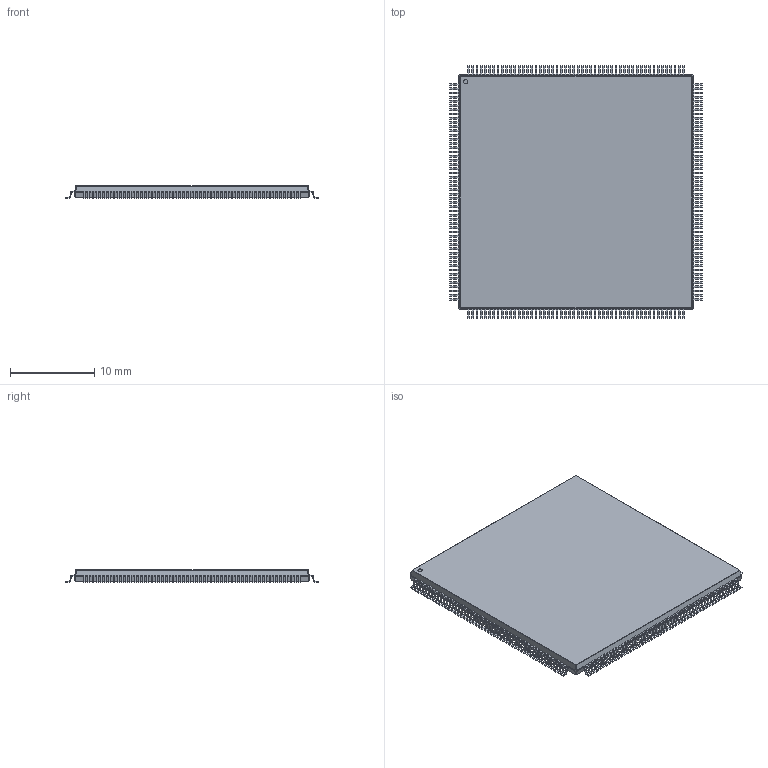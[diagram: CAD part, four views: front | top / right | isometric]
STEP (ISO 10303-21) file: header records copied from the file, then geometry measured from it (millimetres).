
FILE_DESCRIPTION(/* description */ ('model of LQFP-208_28x28mm_P0.5mm'),/* implementation_level */ '2;1');
FILE_NAME(/* name */ 'LQFP-208_28x28mm_P0.5mm.step',/* time_stamp */ '1970-01-01T00:00:00',/* author */ ('KiCAD','kicad'),/* organization */ ('OCCT'),/* preprocessor_version */ '',/* originating_system */ 'KiCAD',/* authorisation */ '');
FILE_SCHEMA(('AUTOMOTIVE_DESIGN { 1 0 10303 214 1 1 1 1 }'));
Length unit declared in the file: millimetre
Products named in the file (1): LQFP-208_28x28mm_P0.5mm
Bounding box: 30 x 30 x 1.5 mm (x, y, z)
Volume: 1089 mm3; surface area: 1900.4 mm2
Topology: 1 solids, 1 shells, 3155 faces, 8609 edges, 5457 vertices
Faces by surface type: plane 2299, cylinder 832, bspline 24
Entity records: 63294 total; most frequent: ORIENTED_EDGE 14706, EDGE_CURVE 8609, CARTESIAN_POINT 7767, VERTEX_POINT 5457, LINE 5440, AXIS2_PLACEMENT_3D 4122, FACE_BOUND 3156, EDGE_LOOP 3156
